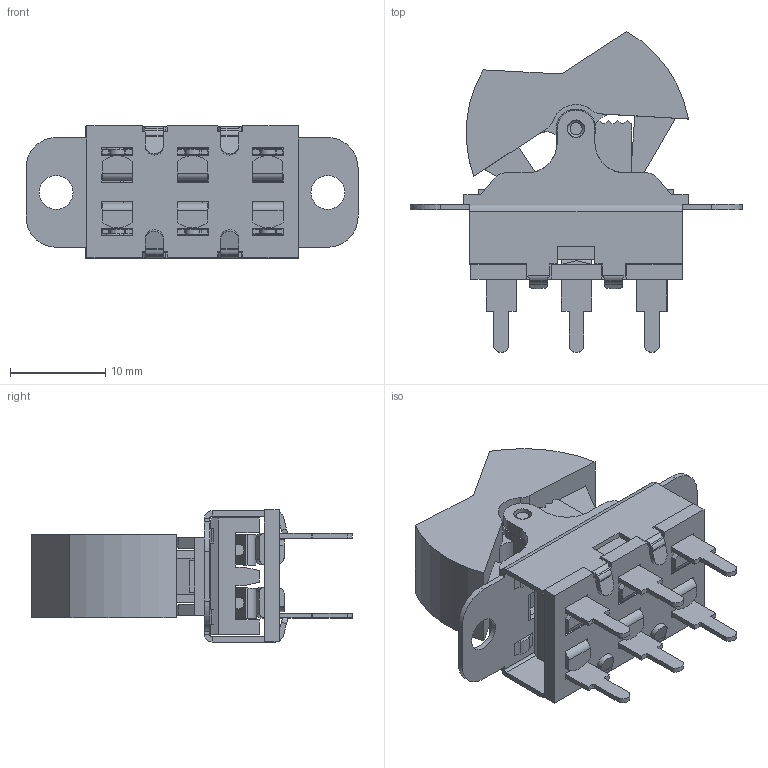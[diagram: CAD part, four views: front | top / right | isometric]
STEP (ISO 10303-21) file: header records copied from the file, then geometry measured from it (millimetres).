
FILE_DESCRIPTION(/* description */ (''),/* implementation_level */ '2;1');
FILE_NAME(/* name */ 'GR5-326_3D Model.stp',/* time_stamp */ '2023-09-25T13:30:14-04:00',/* author */ ('dwiltbank'),/* organization */ (''),/* preprocessor_version */ 'ST-DEVELOPER v19.2',/* originating_system */ 'Autodesk Inventor 2024',/* authorisation */ '');
FILE_SCHEMA (('AUTOMOTIVE_DESIGN { 1 0 10303 214 3 1 1 }'));
Length unit declared in the file: inch
Products named in the file (1): GR5-326_Simplify_1
Bounding box: 34.92 x 33.76 x 13.9 mm (x, y, z)
Volume: 3870.5 mm3; surface area: 5726.8 mm2
Topology: 1 solids, 1 shells, 704 faces, 2091 edges, 1363 vertices
Faces by surface type: plane 508, cylinder 182, sphere 12, cone 2
Full cylindrical faces by diameter (mm): 1.397 x2, 1.727 x4, 1.778 x2, 1.88 x2, 3.556 x2, 4.166 x2
Entity records: 24346 total; most frequent: ORIENTED_EDGE 4182, CARTESIAN_POINT 4159, DIRECTION 3925, EDGE_CURVE 2091, LINE 1667, VECTOR 1667, VERTEX_POINT 1363, AXIS2_PLACEMENT_3D 1129
